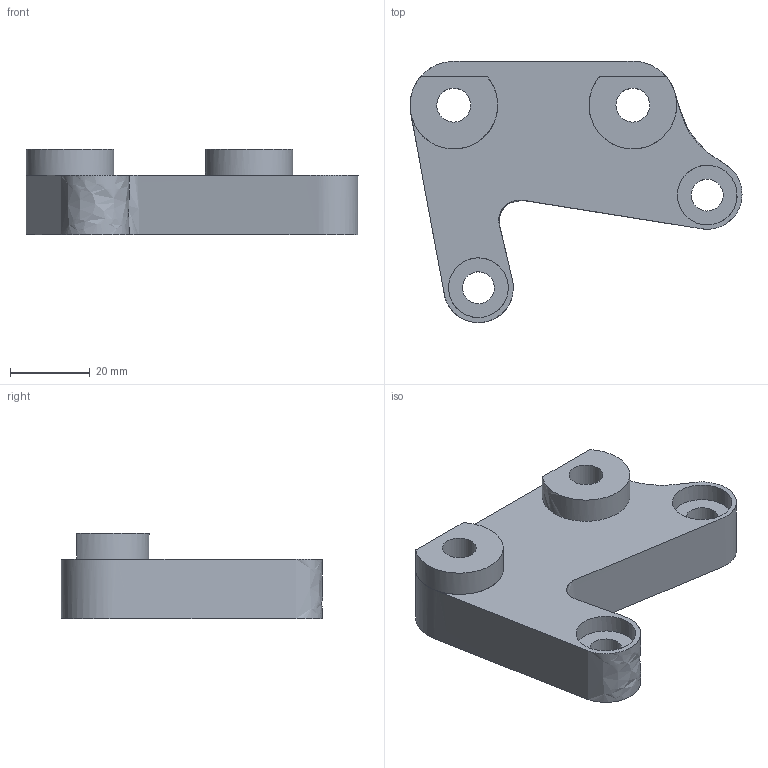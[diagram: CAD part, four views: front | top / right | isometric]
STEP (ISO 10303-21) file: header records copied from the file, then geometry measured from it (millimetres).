
FILE_DESCRIPTION(/* description */ (''),/* implementation_level */ '2;1');
FILE_NAME(/* name */ 'entretoises etrier gauche.step',/* time_stamp */ '2021-04-11T15:26:38+02:00',/* author */ (''),/* organization */ (''),/* preprocessor_version */ 'ST-DEVELOPER v18.1',/* originating_system */ 'Autodesk Translation Framework v10.6.0.1341',/* authorisation */ '');
FILE_SCHEMA (('AUTOMOTIVE_DESIGN { 1 0 10303 214 3 1 1 }'));
Length unit declared in the file: millimetre
Products named in the file (1): entretoises etriere
Bounding box: 83.38 x 65.58 x 21.5 mm (x, y, z)
Volume: 50858.5 mm3; surface area: 12639.5 mm2
Topology: 1 solids, 1 shells, 15 faces, 27 edges, 18 vertices
Faces by surface type: bspline 9, plane 6
Entity records: 1622 total; most frequent: CARTESIAN_POINT 1336, ORIENTED_EDGE 54, EDGE_LOOP 27, EDGE_CURVE 27, DIRECTION 23, B_SPLINE_CURVE_WITH_KNOTS 18, VERTEX_POINT 18, FACE_OUTER_BOUND 15
